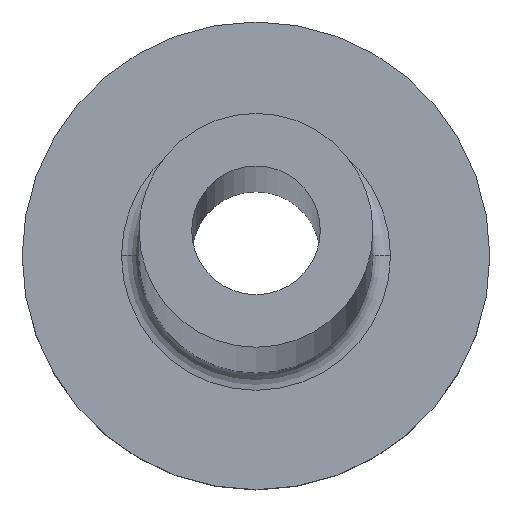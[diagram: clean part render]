
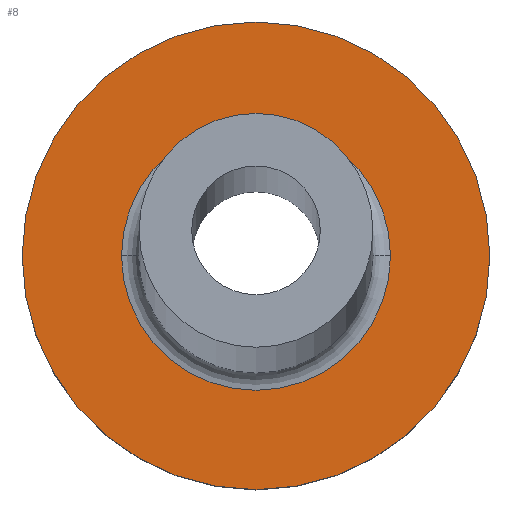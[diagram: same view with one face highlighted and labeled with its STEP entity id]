
A CAD part, top view. The second image highlights one B-rep face of the part: STEP entity #8.
In plain terms, the highlighted planar face has unit normal (0, 0, 1).
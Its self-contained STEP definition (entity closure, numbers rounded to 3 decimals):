
#8 = ADVANCED_FACE ( 'NONE', ( #55, #380 ), #82, .T. ) ;
#36 = CARTESIAN_POINT ( 'NONE',  ( 4., 0., 3. ) ) ;
#50 = CARTESIAN_POINT ( 'NONE',  ( 0., 0., 3. ) ) ;
#53 = DIRECTION ( 'NONE',  ( 0., 0., -1. ) ) ;
#54 = EDGE_CURVE ( 'NONE', #130, #171, #128, .T. ) ;
#55 = FACE_BOUND ( 'NONE', #230, .T. ) ;
#58 = AXIS2_PLACEMENT_3D ( 'NONE', #50, #53, #345 ) ;
#65 = ORIENTED_EDGE ( 'NONE', *, *, #178, .T. ) ;
#82 = PLANE ( 'NONE',  #341 ) ;
#88 = EDGE_LOOP ( 'NONE', ( #241, #223 ) ) ;
#89 = CIRCLE ( 'NONE', #256, 2.3 ) ;
#116 = CARTESIAN_POINT ( 'NONE',  ( 0., 0., 3. ) ) ;
#128 = CIRCLE ( 'NONE', #58, 2.3 ) ;
#130 = VERTEX_POINT ( 'NONE', #242 ) ;
#142 = DIRECTION ( 'NONE',  ( 0., 0., 1. ) ) ;
#145 = DIRECTION ( 'NONE',  ( 1., 0., 0. ) ) ;
#146 = DIRECTION ( 'NONE',  ( 1., 0., 0. ) ) ;
#156 = CIRCLE ( 'NONE', #249, 4. ) ;
#167 = VERTEX_POINT ( 'NONE', #299 ) ;
#171 = VERTEX_POINT ( 'NONE', #216 ) ;
#177 = DIRECTION ( 'NONE',  ( 1., 0., 0. ) ) ;
#178 = EDGE_CURVE ( 'NONE', #171, #130, #89, .T. ) ;
#183 = DIRECTION ( 'NONE',  ( 0., 0., -1. ) ) ;
#192 = CIRCLE ( 'NONE', #312, 4. ) ;
#201 = CARTESIAN_POINT ( 'NONE',  ( 0., 0., 3. ) ) ;
#216 = CARTESIAN_POINT ( 'NONE',  ( 2.3, 0., 3. ) ) ;
#223 = ORIENTED_EDGE ( 'NONE', *, *, #355, .T. ) ;
#225 = VERTEX_POINT ( 'NONE', #36 ) ;
#230 = EDGE_LOOP ( 'NONE', ( #65, #374 ) ) ;
#241 = ORIENTED_EDGE ( 'NONE', *, *, #361, .T. ) ;
#242 = CARTESIAN_POINT ( 'NONE',  ( -2.3, 0., 3. ) ) ;
#249 = AXIS2_PLACEMENT_3D ( 'NONE', #201, #372, #145 ) ;
#256 = AXIS2_PLACEMENT_3D ( 'NONE', #351, #183, #323 ) ;
#257 = DIRECTION ( 'NONE',  ( 0., 0., 1. ) ) ;
#299 = CARTESIAN_POINT ( 'NONE',  ( -4., 0., 3. ) ) ;
#310 = CARTESIAN_POINT ( 'NONE',  ( 0., 0., 3. ) ) ;
#312 = AXIS2_PLACEMENT_3D ( 'NONE', #310, #142, #177 ) ;
#323 = DIRECTION ( 'NONE',  ( 1., 0., 0. ) ) ;
#341 = AXIS2_PLACEMENT_3D ( 'NONE', #116, #257, #146 ) ;
#345 = DIRECTION ( 'NONE',  ( 1., 0., 0. ) ) ;
#351 = CARTESIAN_POINT ( 'NONE',  ( 0., 0., 3. ) ) ;
#355 = EDGE_CURVE ( 'NONE', #225, #167, #192, .T. ) ;
#361 = EDGE_CURVE ( 'NONE', #167, #225, #156, .T. ) ;
#372 = DIRECTION ( 'NONE',  ( 0., 0., 1. ) ) ;
#374 = ORIENTED_EDGE ( 'NONE', *, *, #54, .T. ) ;
#380 = FACE_OUTER_BOUND ( 'NONE', #88, .T. ) ;
